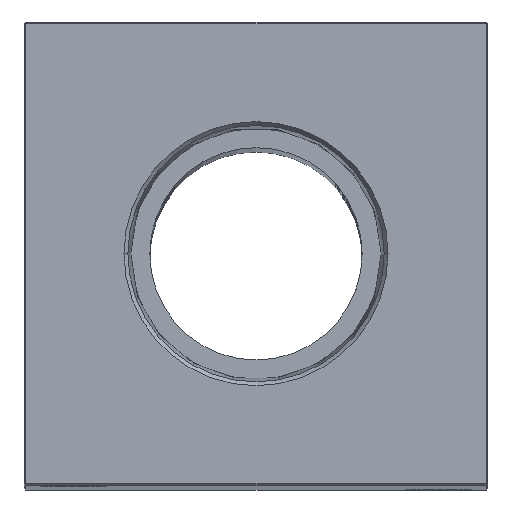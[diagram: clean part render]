
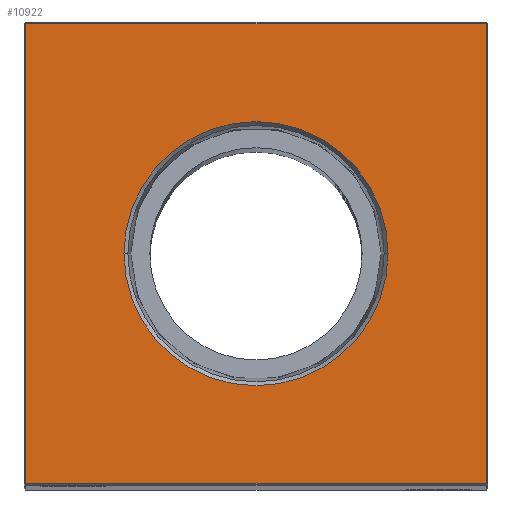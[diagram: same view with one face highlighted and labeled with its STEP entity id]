
A CAD part, top view. The second image highlights one B-rep face of the part: STEP entity #10922.
In plain terms, the highlighted planar face has unit normal (0, 0, 1).
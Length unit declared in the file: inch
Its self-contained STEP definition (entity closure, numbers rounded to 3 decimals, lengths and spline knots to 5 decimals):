
#2103 = CARTESIAN_POINT ( 'NONE',  ( 0., 0., 17.5 ) ) ;
#2176 = ORIENTED_EDGE ( 'NONE', *, *, #17018, .T. ) ;
#3532 = VERTEX_POINT ( 'NONE', #29017 ) ;
#4367 = VERTEX_POINT ( 'NONE', #17859 ) ;
#4473 = DIRECTION ( 'NONE',  ( 1., 0., 0. ) ) ;
#5463 = AXIS2_PLACEMENT_3D ( 'NONE', #19736, #30160, #6781 ) ;
#6144 = AXIS2_PLACEMENT_3D ( 'NONE', #12874, #23292, #33706 ) ;
#6781 = DIRECTION ( 'NONE',  ( 1., 0., 0. ) ) ;
#9002 = LINE ( 'NONE', #19370, #16604 ) ;
#10401 = LINE ( 'NONE', #20783, #19801 ) ;
#10462 = CARTESIAN_POINT ( 'NONE',  ( 1.49, -1.49, 17.5 ) ) ;
#10922 = ADVANCED_FACE ( 'NONE', ( #12165, #22572 ), #32986, .F. ) ;
#11394 = CARTESIAN_POINT ( 'NONE',  ( 1.49, 1.49, 17.5 ) ) ;
#11661 = LINE ( 'NONE', #22081, #26390 ) ;
#12165 = FACE_OUTER_BOUND ( 'NONE', #24170, .T. ) ;
#12503 = DIRECTION ( 'NONE',  ( 0., 0., -1. ) ) ;
#12874 = CARTESIAN_POINT ( 'NONE',  ( 0., 0., 17.5 ) ) ;
#16148 = EDGE_CURVE ( 'NONE', #16450, #3532, #10401, .T. ) ;
#16450 = VERTEX_POINT ( 'NONE', #24341 ) ;
#16556 = EDGE_CURVE ( 'NONE', #3532, #30081, #17487, .T. ) ;
#16604 = VECTOR ( 'NONE', #29784, 39.37008 ) ;
#16708 = EDGE_CURVE ( 'NONE', #30081, #29733, #11661, .T. ) ;
#16882 = ORIENTED_EDGE ( 'NONE', *, *, #16148, .T. ) ;
#17018 = EDGE_CURVE ( 'NONE', #29733, #16450, #9002, .T. ) ;
#17181 = EDGE_CURVE ( 'NONE', #32453, #4367, #20869, .T. ) ;
#17487 = LINE ( 'NONE', #27894, #31279 ) ;
#17859 = CARTESIAN_POINT ( 'NONE',  ( -0.85498, 0., 17.5 ) ) ;
#19363 = AXIS2_PLACEMENT_3D ( 'NONE', #2103, #12503, #22919 ) ;
#19370 = CARTESIAN_POINT ( 'NONE',  ( 0., 1.49, 17.5 ) ) ;
#19736 = CARTESIAN_POINT ( 'NONE',  ( 0., 0., 17.5 ) ) ;
#19801 = VECTOR ( 'NONE', #31187, 39.37008 ) ;
#20194 = CIRCLE ( 'NONE', #5463, 0.85498 ) ;
#20783 = CARTESIAN_POINT ( 'NONE',  ( -1.49, 0., 17.5 ) ) ;
#20869 = CIRCLE ( 'NONE', #6144, 0.85498 ) ;
#22081 = CARTESIAN_POINT ( 'NONE',  ( 1.49, 0., 17.5 ) ) ;
#22572 = FACE_BOUND ( 'NONE', #31998, .T. ) ;
#22919 = DIRECTION ( 'NONE',  ( -1., 0., 0. ) ) ;
#23292 = DIRECTION ( 'NONE',  ( 0., 0., 1. ) ) ;
#24170 = EDGE_LOOP ( 'NONE', ( #16882, #26003, #29215, #2176 ) ) ;
#24341 = CARTESIAN_POINT ( 'NONE',  ( -1.49, 1.49, 17.5 ) ) ;
#24443 = ORIENTED_EDGE ( 'NONE', *, *, #24535, .F. ) ;
#24535 = EDGE_CURVE ( 'NONE', #4367, #32453, #20194, .T. ) ;
#25645 = ORIENTED_EDGE ( 'NONE', *, *, #17181, .F. ) ;
#26003 = ORIENTED_EDGE ( 'NONE', *, *, #16556, .T. ) ;
#26390 = VECTOR ( 'NONE', #32484, 39.37008 ) ;
#27894 = CARTESIAN_POINT ( 'NONE',  ( 0., -1.49, 17.5 ) ) ;
#28410 = CARTESIAN_POINT ( 'NONE',  ( 0.85498, 0., 17.5 ) ) ;
#29017 = CARTESIAN_POINT ( 'NONE',  ( -1.49, -1.49, 17.5 ) ) ;
#29215 = ORIENTED_EDGE ( 'NONE', *, *, #16708, .T. ) ;
#29733 = VERTEX_POINT ( 'NONE', #11394 ) ;
#29784 = DIRECTION ( 'NONE',  ( -1., 0., 0. ) ) ;
#30081 = VERTEX_POINT ( 'NONE', #10462 ) ;
#30160 = DIRECTION ( 'NONE',  ( 0., 0., 1. ) ) ;
#31187 = DIRECTION ( 'NONE',  ( 0., -1., 0. ) ) ;
#31279 = VECTOR ( 'NONE', #4473, 39.37008 ) ;
#31998 = EDGE_LOOP ( 'NONE', ( #25645, #24443 ) ) ;
#32453 = VERTEX_POINT ( 'NONE', #28410 ) ;
#32484 = DIRECTION ( 'NONE',  ( 0., 1., 0. ) ) ;
#32986 = PLANE ( 'NONE',  #19363 ) ;
#33706 = DIRECTION ( 'NONE',  ( 1., 0., 0. ) ) ;
